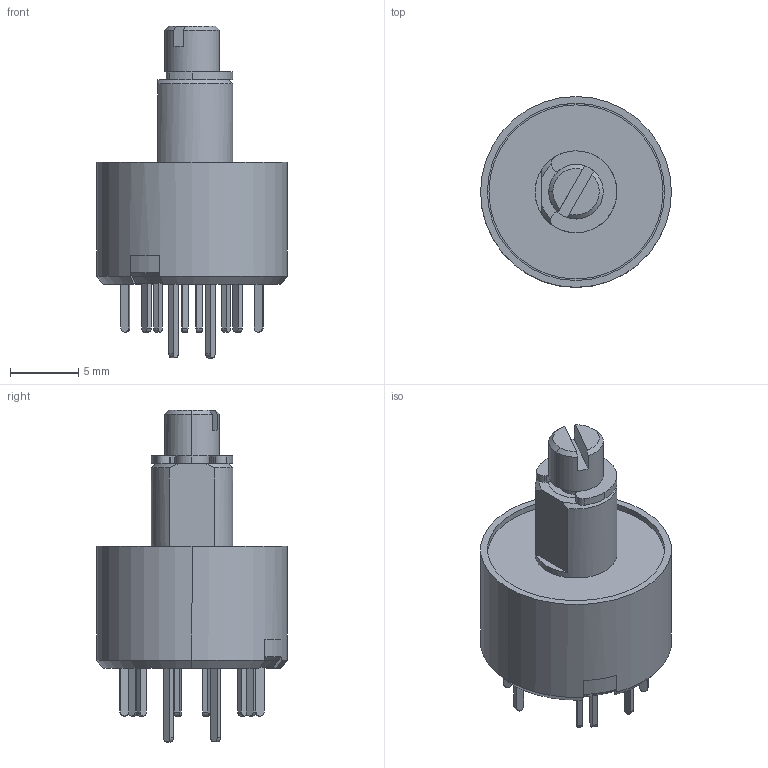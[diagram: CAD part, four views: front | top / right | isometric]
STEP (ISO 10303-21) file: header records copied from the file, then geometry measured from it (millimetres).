
FILE_DESCRIPTION (( 'STEP AP203' ), '1' );
FILE_NAME ('4ﾏ2ﾍ 21 IP48(40).STEP', '2020-09-03T00:18:26', ( '' ), ( '' ), 'SwSTEP 2.0', 'SolidWorks 2017', '' );
FILE_SCHEMA (( 'CONFIG_CONTROL_DESIGN' ));
Length unit declared in the file: millimetre
Products named in the file (21): ÌÏÍ3 10Ï âûâîä-oa7; 匀棠.754175.002 暑朦鲱 箫腩蝽栩咫铄; ÌÏÍ3 Êîíòàêò íà 180; 4ﾏ2ﾍ 21 IP48(40); 櫻蠉錪2; ÌÏÍ3 ðîòîð 4Í; 扻豵鵨; ÌÏÍ3 Ïðóæèíêà Ô ïðÿìàÿ; ÌÏÍ3 10Ï îñíîâàíèå; ÔÈÌÄ-Ý.18.27 Óçåë ôèêñàöèè; �����_4�2�; ﾔﾈﾌﾄ-ﾝ.18.34 ﾂ琿_21; 扻錪犩 諘瀁謺鍷
Assembly tree (19 placements, depth 3):
  4ﾏ2ﾍ 21 IP48(40)
    ÔÈÌÄ-Ý.18.27 Óçåë ôèêñàöèè
      扻豵鵨
      扻錪犩 諘瀁謺鍷
      匀棠.754175.002 暑朦鲱 箫腩蝽栩咫铄  x2
    �����_4�2�
      ÌÏÍ3 Êîíòàêò íà 180
      ÌÏÍ3 10Ï âûâîä-oa7
      ÌÏÍ3 10Ï îñíîâàíèå
      ÌÏÍ3 Êîíòàêò íà 180
      ÌÏÍ3 10Ï âûâîä-oa7
      ÌÏÍ3 10Ï âûâîä-oa7
      ÌÏÍ3 10Ï âûâîä-oa7
      ÌÏÍ3 10Ï âûâîä-oa7
      ÌÏÍ3 10Ï âûâîä-oa7
      ÌÏÍ3 10Ï âûâîä-oa7
      ÌÏÍ3 10Ï âûâîä-oa7
      櫻蠉錪2
    ﾔﾈﾌﾄ-ﾝ.18.34 ﾂ琿_21
  ÌÏÍ3 ðîòîð 4Í
  ÌÏÍ3 Ïðóæèíêà Ô ïðÿìàÿ
Bounding box: 14 x 14 x 24.35 mm (x, y, z)
Volume: 973.5 mm3; surface area: 2483.6 mm2
Topology: 17 solids, 17 shells, 301 faces, 718 edges, 471 vertices
Faces by surface type: plane 169, cylinder 80, bspline 32, cone 20
Entity records: 11251 total; most frequent: CARTESIAN_POINT 2156, DIRECTION 1424, ORIENTED_EDGE 1420, EDGE_CURVE 710, AXIS2_PLACEMENT_3D 491, VERTEX_POINT 467, VECTOR 442, LINE 442
